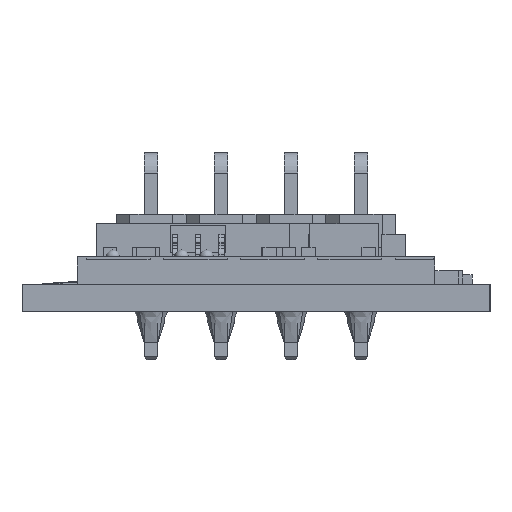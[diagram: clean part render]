
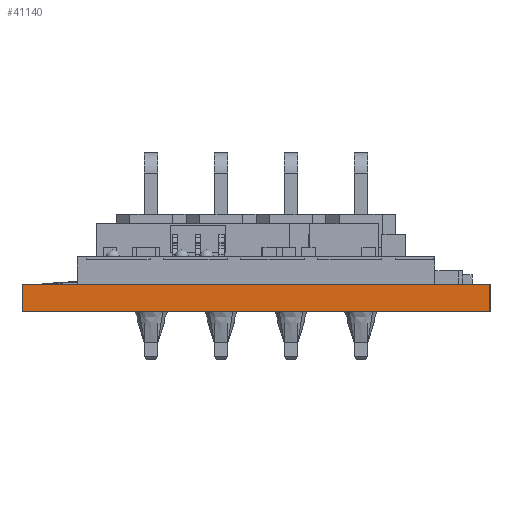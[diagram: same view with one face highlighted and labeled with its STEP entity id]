
A CAD part, left-side view. The second image highlights one B-rep face of the part: STEP entity #41140.
In plain terms, the highlighted planar face has unit normal (-1, 0, 0).
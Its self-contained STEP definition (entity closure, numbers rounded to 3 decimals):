
#3089=FACE_OUTER_BOUND('',#5496,.T.);
#5496=EDGE_LOOP('',(#29888,#29889,#29890,#29891));
#8582=LINE('',#60761,#13367);
#8593=LINE('',#60809,#13378);
#8594=LINE('',#60812,#13379);
#8595=LINE('',#60813,#13380);
#13367=VECTOR('',#47523,10.);
#13378=VECTOR('',#47578,10.);
#13379=VECTOR('',#47581,10.);
#13380=VECTOR('',#47582,10.);
#17972=VERTEX_POINT('',#60754);
#17975=VERTEX_POINT('',#60759);
#17990=VERTEX_POINT('',#60807);
#17991=VERTEX_POINT('',#60811);
#22466=EDGE_CURVE('',#17975,#17972,#8582,.T.);
#22489=EDGE_CURVE('',#17975,#17990,#8593,.T.);
#22490=EDGE_CURVE('',#17991,#17990,#8594,.T.);
#22491=EDGE_CURVE('',#17972,#17991,#8595,.T.);
#29888=ORIENTED_EDGE('',*,*,#22466,.F.);
#29889=ORIENTED_EDGE('',*,*,#22489,.T.);
#29890=ORIENTED_EDGE('',*,*,#22490,.F.);
#29891=ORIENTED_EDGE('',*,*,#22491,.F.);
#39174=PLANE('',#43728);
#41140=ADVANCED_FACE('',(#3089),#39174,.T.);
#43728=AXIS2_PLACEMENT_3D('',#60810,#47579,#47580);
#47523=DIRECTION('',(0.,1.,0.));
#47578=DIRECTION('',(0.,0.,1.));
#47579=DIRECTION('center_axis',(-1.,0.,0.));
#47580=DIRECTION('ref_axis',(0.,-1.,0.));
#47581=DIRECTION('',(0.,-1.,0.));
#47582=DIRECTION('',(0.,0.,1.));
#60754=CARTESIAN_POINT('',(-18.5,8.5,0.));
#60759=CARTESIAN_POINT('',(-18.5,-8.5,0.));
#60761=CARTESIAN_POINT('',(-18.5,-8.5,0.));
#60807=CARTESIAN_POINT('',(-18.5,-8.5,1.));
#60809=CARTESIAN_POINT('',(-18.5,-8.5,0.));
#60810=CARTESIAN_POINT('Origin',(-18.5,8.5,0.));
#60811=CARTESIAN_POINT('',(-18.5,8.5,1.));
#60812=CARTESIAN_POINT('',(-18.5,-8.5,1.));
#60813=CARTESIAN_POINT('',(-18.5,8.5,0.));
